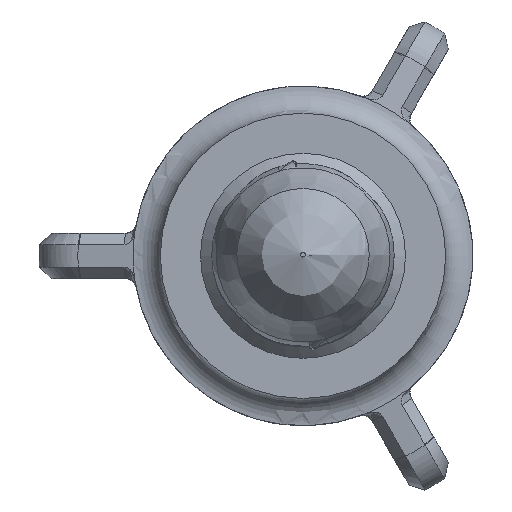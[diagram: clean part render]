
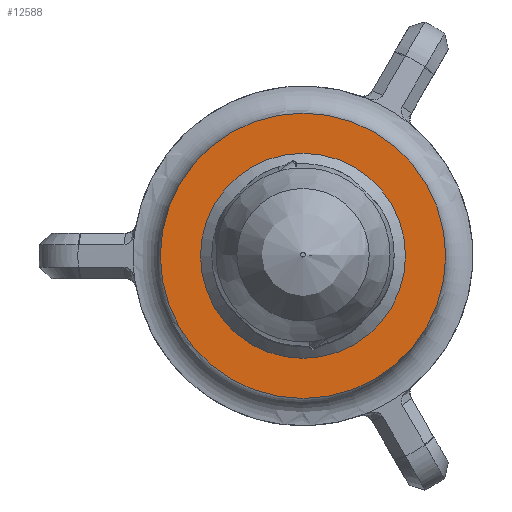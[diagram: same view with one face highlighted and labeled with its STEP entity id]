
A CAD part, top view. The second image highlights one B-rep face of the part: STEP entity #12588.
In plain terms, the highlighted planar face has unit normal (0, 0, 1).
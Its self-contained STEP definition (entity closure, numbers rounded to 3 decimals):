
#28=FACE_BOUND('',#1857,.T.);
#368=PLANE('',#13773);
#1156=FACE_OUTER_BOUND('',#1856,.T.);
#1856=EDGE_LOOP('',(#11343));
#1857=EDGE_LOOP('',(#11344));
#2294=CIRCLE('',#13370,4.525);
#2442=CIRCLE('',#13772,6.3);
#5476=VERTEX_POINT('',#24141);
#5741=VERTEX_POINT('',#25864);
#7131=EDGE_CURVE('',#5476,#5476,#2294,.T.);
#7673=EDGE_CURVE('',#5741,#5741,#2442,.T.);
#11343=ORIENTED_EDGE('',*,*,#7673,.F.);
#11344=ORIENTED_EDGE('',*,*,#7131,.F.);
#12588=ADVANCED_FACE('',(#1156,#28),#368,.T.);
#13370=AXIS2_PLACEMENT_3D('',#24142,#15675,#15676);
#13772=AXIS2_PLACEMENT_3D('',#25866,#16798,#16799);
#13773=AXIS2_PLACEMENT_3D('',#25867,#16800,#16801);
#15675=DIRECTION('center_axis',(0.,0.,1.));
#15676=DIRECTION('ref_axis',(-1.,0.,0.));
#16798=DIRECTION('center_axis',(0.,0.,-1.));
#16799=DIRECTION('ref_axis',(1.,0.,0.));
#16800=DIRECTION('center_axis',(0.,0.,1.));
#16801=DIRECTION('ref_axis',(1.,0.,0.));
#24141=CARTESIAN_POINT('',(4.525,0.,0.));
#24142=CARTESIAN_POINT('Origin',(0.,0.,0.));
#25864=CARTESIAN_POINT('',(-6.3,0.,0.));
#25866=CARTESIAN_POINT('Origin',(0.,0.,0.));
#25867=CARTESIAN_POINT('Origin',(0.,0.,0.));
